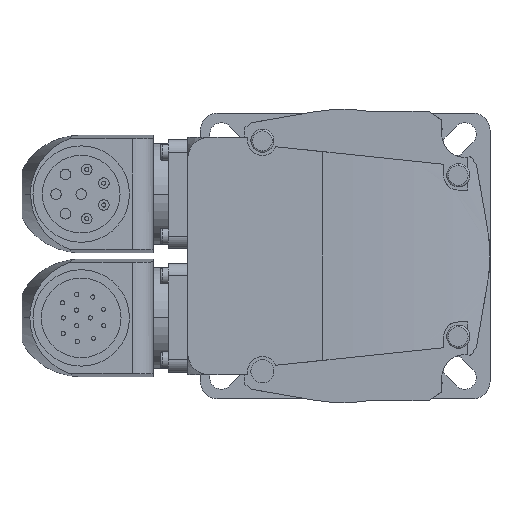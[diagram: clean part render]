
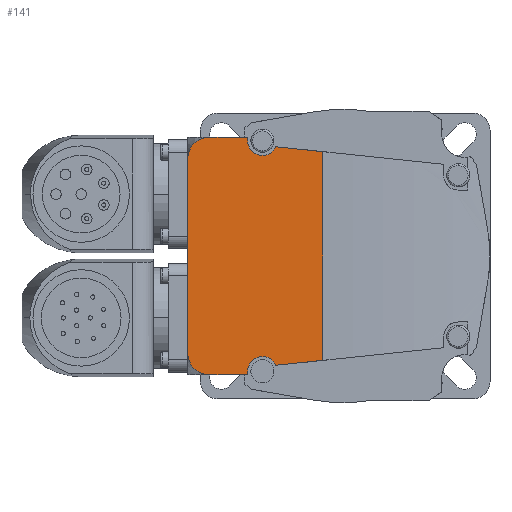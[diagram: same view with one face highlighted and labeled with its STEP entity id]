
A CAD part, left-side view. The second image highlights one B-rep face of the part: STEP entity #141.
In plain terms, the highlighted planar face has unit normal (-1, 0, 0).
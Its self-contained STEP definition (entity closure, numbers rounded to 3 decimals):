
#141=ADVANCED_FACE('',(#599),#600,.T.);
#599=FACE_OUTER_BOUND('',#1469,.T.);
#600=PLANE('',#1470);
#1469=EDGE_LOOP('',(#2636,#2637,#2638,#2639,#2640,#2641,#2642,#2643,#2644,#2645,#2646,#2647));
#1470=AXIS2_PLACEMENT_3D('',#2648,#2649,#2650);
#2636=ORIENTED_EDGE('',*,*,#5522,.T.);
#2637=ORIENTED_EDGE('',*,*,#5629,.F.);
#2638=ORIENTED_EDGE('',*,*,#5625,.F.);
#2639=ORIENTED_EDGE('',*,*,#5623,.F.);
#2640=ORIENTED_EDGE('',*,*,#5621,.F.);
#2641=ORIENTED_EDGE('',*,*,#5582,.F.);
#2642=ORIENTED_EDGE('',*,*,#5609,.F.);
#2643=ORIENTED_EDGE('',*,*,#5611,.F.);
#2644=ORIENTED_EDGE('',*,*,#5613,.F.);
#2645=ORIENTED_EDGE('',*,*,#5614,.F.);
#2646=ORIENTED_EDGE('',*,*,#5525,.T.);
#2647=ORIENTED_EDGE('',*,*,#5527,.F.);
#2648=CARTESIAN_POINT('',(-8.0,0.0,0.0));
#2649=DIRECTION('',(-1.0,0.0,0.0));
#2650=DIRECTION('',(0.0,0.0,1.0));
#5522=EDGE_CURVE('',#6557,#6554,#6558,.T.);
#5525=EDGE_CURVE('',#6563,#6560,#6564,.T.);
#5527=EDGE_CURVE('',#6557,#6560,#6566,.T.);
#5582=EDGE_CURVE('',#6669,#6671,#6672,.T.);
#5609=EDGE_CURVE('',#6711,#6669,#6713,.T.);
#5611=EDGE_CURVE('',#6714,#6711,#6716,.T.);
#5613=EDGE_CURVE('',#6717,#6714,#6719,.T.);
#5614=EDGE_CURVE('',#6563,#6717,#6720,.T.);
#5621=EDGE_CURVE('',#6671,#6728,#6729,.T.);
#5623=EDGE_CURVE('',#6728,#6731,#6732,.T.);
#5625=EDGE_CURVE('',#6731,#6734,#6735,.T.);
#5629=EDGE_CURVE('',#6734,#6554,#6740,.T.);
#6554=VERTEX_POINT('',#8262);
#6557=VERTEX_POINT('',#8274);
#6558=CIRCLE('',#8275,5.0);
#6560=VERTEX_POINT('',#8286);
#6563=VERTEX_POINT('',#8298);
#6564=CIRCLE('',#8299,5.0);
#6566=LINE('',#8310,#8311);
#6669=VERTEX_POINT('',#8498);
#6671=VERTEX_POINT('',#8500);
#6672=LINE('',#8501,#8502);
#6711=VERTEX_POINT('',#8573);
#6713=LINE('',#8576,#8577);
#6714=VERTEX_POINT('',#8578);
#6716=CIRCLE('',#8581,3.5);
#6717=VERTEX_POINT('',#8582);
#6719=LINE('',#8585,#8586);
#6720=LINE('',#8587,#8588);
#6728=VERTEX_POINT('',#8602);
#6729=LINE('',#8603,#8604);
#6731=VERTEX_POINT('',#8607);
#6732=CIRCLE('',#8608,3.5);
#6734=VERTEX_POINT('',#8611);
#6735=LINE('',#8612,#8613);
#6740=LINE('',#8621,#8622);
#8262=CARTESIAN_POINT('',(-8.0,32.0,-28.25));
#8274=CARTESIAN_POINT('',(-8.0,37.0,-23.25));
#8275=AXIS2_PLACEMENT_3D('',#10687,#10688,#10689);
#8286=CARTESIAN_POINT('',(-8.0,37.0,23.25));
#8298=CARTESIAN_POINT('',(-8.0,32.0,28.25));
#8299=AXIS2_PLACEMENT_3D('',#10690,#10691,#10692);
#8310=CARTESIAN_POINT('',(-8.0,37.0,28.25));
#8311=VECTOR('',#10693,1.0);
#8498=CARTESIAN_POINT('',(-8.,4.8,24.866));
#8500=CARTESIAN_POINT('',(-8.,4.8,-24.866));
#8501=CARTESIAN_POINT('',(-8.0,4.8,0.0));
#8502=VECTOR('',#10784,1.0);
#8573=CARTESIAN_POINT('',(-8.0,16.006,26.043));
#8576=CARTESIAN_POINT('',(-8.0,-23.942,21.845));
#8577=VECTOR('',#10828,1.0);
#8578=CARTESIAN_POINT('',(-8.0,22.715,27.442));
#8581=AXIS2_PLACEMENT_3D('',#10830,#10831,#10832);
#8582=CARTESIAN_POINT('',(-8.0,22.715,28.25));
#8585=CARTESIAN_POINT('',(-8.0,22.715,27.442));
#8586=VECTOR('',#10834,1.0);
#8587=CARTESIAN_POINT('',(-8.0,22.715,28.25));
#8588=VECTOR('',#10835,1.0);
#8602=CARTESIAN_POINT('',(-8.0,16.006,-26.043));
#8603=CARTESIAN_POINT('',(-8.0,16.006,-26.043));
#8604=VECTOR('',#10842,1.0);
#8607=CARTESIAN_POINT('',(-8.0,22.715,-27.442));
#8608=AXIS2_PLACEMENT_3D('',#10844,#10845,#10846);
#8611=CARTESIAN_POINT('',(-8.0,22.715,-28.25));
#8612=CARTESIAN_POINT('',(-8.0,22.715,-28.25));
#8613=VECTOR('',#10848,1.0);
#8621=CARTESIAN_POINT('',(-8.0,37.0,-28.25));
#8622=VECTOR('',#10852,1.0);
#10687=CARTESIAN_POINT('',(-8.0,32.0,-23.25));
#10688=DIRECTION('',(-1.0,-0.0,0.0));
#10689=DIRECTION('',(0.0,0.,-1.0));
#10690=CARTESIAN_POINT('',(-8.0,32.0,23.25));
#10691=DIRECTION('',(-1.0,0.0,0.0));
#10692=DIRECTION('',(0.0,1.0,0.));
#10693=DIRECTION('',(0.0,0.0,1.0));
#10784=DIRECTION('',(0.0,0.0,-1.0));
#10828=DIRECTION('',(0.0,-0.995,-0.105));
#10830=CARTESIAN_POINT('',(-8.0,19.215,27.442));
#10831=DIRECTION('',(-1.0,-0.0,0.0));
#10832=DIRECTION('',(0.0,-0.917,-0.399));
#10834=DIRECTION('',(0.0,0.0,-1.0));
#10835=DIRECTION('',(0.0,-1.0,0.0));
#10842=DIRECTION('',(0.0,0.995,-0.105));
#10844=CARTESIAN_POINT('',(-8.0,19.215,-27.442));
#10845=DIRECTION('',(-1.0,0.0,0.0));
#10846=DIRECTION('',(0.0,1.0,0.));
#10848=DIRECTION('',(0.0,0.0,-1.0));
#10852=DIRECTION('',(0.0,1.0,0.0));
